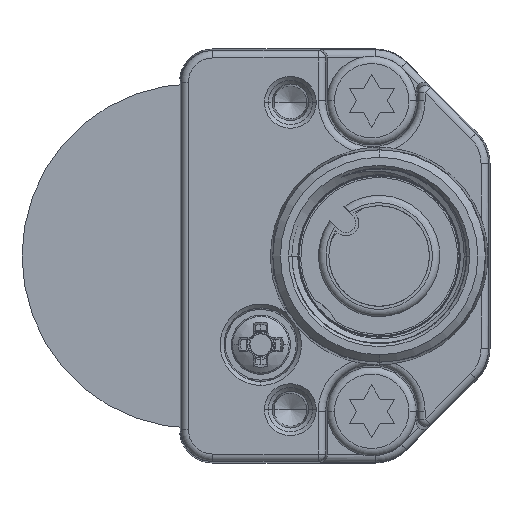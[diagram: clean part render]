
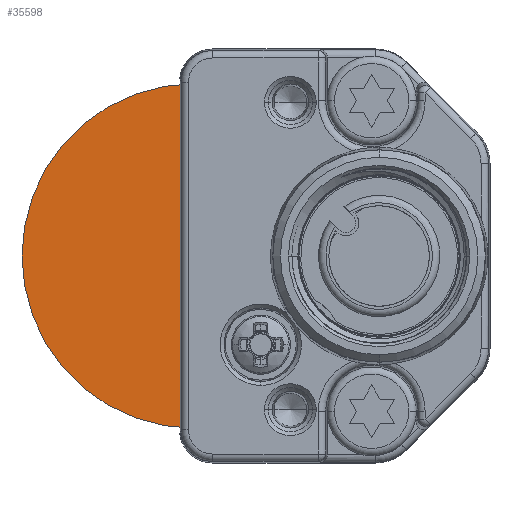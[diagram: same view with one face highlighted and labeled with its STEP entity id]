
A CAD part, left-side view. The second image highlights one B-rep face of the part: STEP entity #35598.
In plain terms, the highlighted face is planar.
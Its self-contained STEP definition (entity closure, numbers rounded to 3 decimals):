
#35517=DIRECTION('',(1.,0.,0.));
#35518=VECTOR('',#35517,23.3);
#35519=CARTESIAN_POINT('',(-11.65,0.,0.));
#35520=LINE('',#35519,#35518);
#35521=DIRECTION('',(0.,1.,0.));
#35522=VECTOR('',#35521,1.5);
#35523=CARTESIAN_POINT('',(11.65,0.,0.));
#35524=LINE('',#35523,#35522);
#35525=CARTESIAN_POINT('',(0.,1.5,0.));
#35526=DIRECTION('',(0.,0.,1.));
#35527=DIRECTION('',(1.,0.,0.));
#35528=AXIS2_PLACEMENT_3D('',#35525,#35526,#35527);
#35530=DIRECTION('',(0.,-1.,0.));
#35531=VECTOR('',#35530,1.5);
#35532=CARTESIAN_POINT('',(-11.65,1.5,0.));
#35533=LINE('',#35532,#35531);
#35567=CARTESIAN_POINT('',(-11.65,0.,0.));
#35568=CARTESIAN_POINT('',(11.65,0.,0.));
#35569=VERTEX_POINT('',#35567);
#35570=VERTEX_POINT('',#35568);
#35571=CARTESIAN_POINT('',(11.65,1.5,0.));
#35572=VERTEX_POINT('',#35571);
#35573=CARTESIAN_POINT('',(-11.65,1.5,0.));
#35574=VERTEX_POINT('',#35573);
#35583=CARTESIAN_POINT('',(0.,0.,0.));
#35584=DIRECTION('',(0.,0.,1.));
#35585=DIRECTION('',(1.,0.,0.));
#35586=AXIS2_PLACEMENT_3D('',#35583,#35584,#35585);
#35587=PLANE('',#35586);
#35589=ORIENTED_EDGE('',*,*,#35588,.T.);
#35591=ORIENTED_EDGE('',*,*,#35590,.T.);
#35593=ORIENTED_EDGE('',*,*,#35592,.T.);
#35595=ORIENTED_EDGE('',*,*,#35594,.T.);
#35596=EDGE_LOOP('',(#35589,#35591,#35593,#35595));
#35597=FACE_OUTER_BOUND('',#35596,.F.);
#35598=ADVANCED_FACE('',(#35597),#35587,.F.);
#35529=CIRCLE('',#35528,11.65);
#35588=EDGE_CURVE('',#35569,#35570,#35520,.T.);
#35590=EDGE_CURVE('',#35570,#35572,#35524,.T.);
#35592=EDGE_CURVE('',#35572,#35574,#35529,.T.);
#35594=EDGE_CURVE('',#35574,#35569,#35533,.T.);
